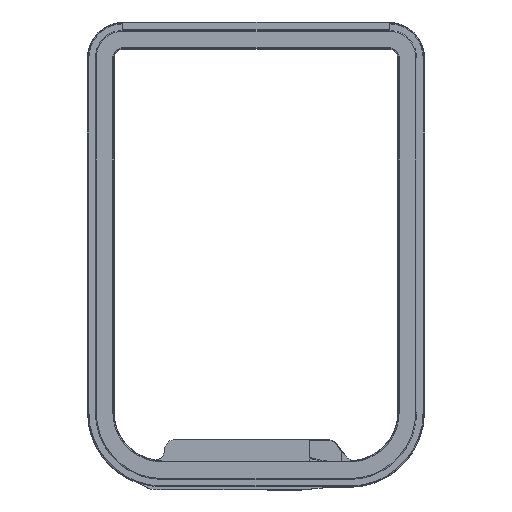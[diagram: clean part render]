
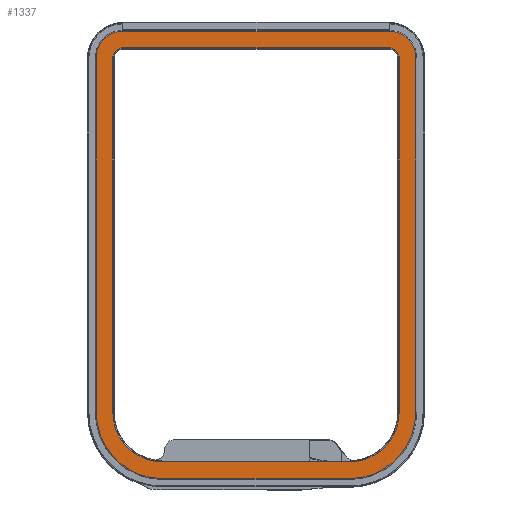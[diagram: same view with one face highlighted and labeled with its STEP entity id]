
A CAD part, top view. The second image highlights one B-rep face of the part: STEP entity #1337.
In plain terms, the highlighted planar face has unit normal (0, 0, 1).
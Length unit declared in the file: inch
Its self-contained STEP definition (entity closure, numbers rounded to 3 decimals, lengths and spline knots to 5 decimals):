
#34 = AXIS2_PLACEMENT_3D ( 'NONE', #3911, #6754, #442 ) ;
#87 = VERTEX_POINT ( 'NONE', #3765 ) ;
#110 = VERTEX_POINT ( 'NONE', #4767 ) ;
#169 = DIRECTION ( 'NONE',  ( 1., 0., 0. ) ) ;
#176 = ORIENTED_EDGE ( 'NONE', *, *, #7185, .T. ) ;
#200 = AXIS2_PLACEMENT_3D ( 'NONE', #6394, #1383, #169 ) ;
#223 = LINE ( 'NONE', #885, #1238 ) ;
#225 = EDGE_CURVE ( 'NONE', #4795, #5966, #2144, .T. ) ;
#325 = AXIS2_PLACEMENT_3D ( 'NONE', #6254, #1130, #6846 ) ;
#442 = DIRECTION ( 'NONE',  ( 1., 0., 0. ) ) ;
#467 = VERTEX_POINT ( 'NONE', #3160 ) ;
#582 = EDGE_CURVE ( 'NONE', #5966, #87, #2234, .T. ) ;
#615 = VERTEX_POINT ( 'NONE', #2196 ) ;
#676 = ORIENTED_EDGE ( 'NONE', *, *, #6827, .T. ) ;
#702 = LINE ( 'NONE', #2385, #6108 ) ;
#744 = CARTESIAN_POINT ( 'NONE',  ( 0.419, 2.50875, 0.186 ) ) ;
#840 = DIRECTION ( 'NONE',  ( 0., -1., 0. ) ) ;
#885 = CARTESIAN_POINT ( 'NONE',  ( 1.793, 0.44075, 0.186 ) ) ;
#920 = DIRECTION ( 'NONE',  ( 0., 0., -1. ) ) ;
#1022 = EDGE_CURVE ( 'NONE', #6856, #110, #1056, .T. ) ;
#1039 = CARTESIAN_POINT ( 'NONE',  ( 0.204, 2.41875, 0.186 ) ) ;
#1056 = LINE ( 'NONE', #6586, #1099 ) ;
#1061 = EDGE_CURVE ( 'NONE', #615, #4441, #7141, .T. ) ;
#1078 = CARTESIAN_POINT ( 'NONE',  ( 1.703, 2.36375, 0.186 ) ) ;
#1099 = VECTOR ( 'NONE', #7179, 39.37008 ) ;
#1130 = DIRECTION ( 'NONE',  ( 0., 0., 1. ) ) ;
#1162 = CIRCLE ( 'NONE', #325, 0.145 ) ;
#1184 = CIRCLE ( 'NONE', #2701, 0.145 ) ;
#1234 = CIRCLE ( 'NONE', #6405, 0.055 ) ;
#1238 = VECTOR ( 'NONE', #4203, 39.37008 ) ;
#1284 = VERTEX_POINT ( 'NONE', #7110 ) ;
#1298 = DIRECTION ( 'NONE',  ( 1., 0., 0. ) ) ;
#1337 = ADVANCED_FACE ( 'NONE', ( #4379, #3300 ), #5493, .T. ) ;
#1383 = DIRECTION ( 'NONE',  ( 0., 0., 1. ) ) ;
#1404 = VERTEX_POINT ( 'NONE', #6079 ) ;
#1450 = CARTESIAN_POINT ( 'NONE',  ( 0.204, 2.36375, 0.186 ) ) ;
#1451 = CARTESIAN_POINT ( 'NONE',  ( 0.149, 2.36375, 0.186 ) ) ;
#1466 = ORIENTED_EDGE ( 'NONE', *, *, #1715, .T. ) ;
#1483 = DIRECTION ( 'NONE',  ( -1., 0., 0. ) ) ;
#1588 = CARTESIAN_POINT ( 'NONE',  ( 0.059, 0.44075, 0.186 ) ) ;
#1611 = CARTESIAN_POINT ( 'NONE',  ( 1.703, 0.44075, 0.186 ) ) ;
#1612 = CARTESIAN_POINT ( 'NONE',  ( 0.419, 0.44075, 0.186 ) ) ;
#1630 = VERTEX_POINT ( 'NONE', #2447 ) ;
#1715 = EDGE_CURVE ( 'NONE', #110, #4975, #1234, .T. ) ;
#1808 = ORIENTED_EDGE ( 'NONE', *, *, #5938, .T. ) ;
#2143 = DIRECTION ( 'NONE',  ( 1., 0., 0. ) ) ;
#2144 = CIRCLE ( 'NONE', #34, 0.36 ) ;
#2156 = DIRECTION ( 'NONE',  ( 1., 0., 0. ) ) ;
#2196 = CARTESIAN_POINT ( 'NONE',  ( 1.433, 0.17075, 0.186 ) ) ;
#2225 = EDGE_LOOP ( 'NONE', ( #6730, #4575, #4425, #6593, #676, #6311, #3910, #3020 ) ) ;
#2233 = ORIENTED_EDGE ( 'NONE', *, *, #1061, .T. ) ;
#2234 = LINE ( 'NONE', #3905, #2613 ) ;
#2385 = CARTESIAN_POINT ( 'NONE',  ( 1.703, 0.44075, 0.186 ) ) ;
#2447 = CARTESIAN_POINT ( 'NONE',  ( 0.059, 2.36375, 0.186 ) ) ;
#2532 = CARTESIAN_POINT ( 'NONE',  ( 1.433, 0.44075, 0.186 ) ) ;
#2569 = VECTOR ( 'NONE', #4111, 39.37008 ) ;
#2613 = VECTOR ( 'NONE', #2637, 39.37008 ) ;
#2637 = DIRECTION ( 'NONE',  ( 1., 0., 0. ) ) ;
#2659 = CARTESIAN_POINT ( 'NONE',  ( 0.419, 0.17075, 0.186 ) ) ;
#2701 = AXIS2_PLACEMENT_3D ( 'NONE', #3050, #6897, #1298 ) ;
#2726 = VERTEX_POINT ( 'NONE', #6751 ) ;
#2933 = CIRCLE ( 'NONE', #5310, 0.27 ) ;
#2985 = DIRECTION ( 'NONE',  ( -1., 0., 0. ) ) ;
#3020 = ORIENTED_EDGE ( 'NONE', *, *, #4215, .T. ) ;
#3050 = CARTESIAN_POINT ( 'NONE',  ( 1.648, 2.36375, 0.186 ) ) ;
#3152 = CIRCLE ( 'NONE', #3865, 0.055 ) ;
#3160 = CARTESIAN_POINT ( 'NONE',  ( 1.648, 2.50875, 0.186 ) ) ;
#3300 = FACE_OUTER_BOUND ( 'NONE', #2225, .T. ) ;
#3454 = EDGE_CURVE ( 'NONE', #2726, #1404, #223, .T. ) ;
#3702 = CARTESIAN_POINT ( 'NONE',  ( 0.149, 2.36375, 0.186 ) ) ;
#3765 = CARTESIAN_POINT ( 'NONE',  ( 1.433, 0.08075, 0.186 ) ) ;
#3768 = CIRCLE ( 'NONE', #6124, 0.27 ) ;
#3790 = CARTESIAN_POINT ( 'NONE',  ( 0.419, 0.44075, 0.186 ) ) ;
#3865 = AXIS2_PLACEMENT_3D ( 'NONE', #1450, #4882, #2143 ) ;
#3902 = DIRECTION ( 'NONE',  ( 0., 0., 1. ) ) ;
#3905 = CARTESIAN_POINT ( 'NONE',  ( 0.419, 0.08075, 0.186 ) ) ;
#3910 = ORIENTED_EDGE ( 'NONE', *, *, #582, .T. ) ;
#3911 = CARTESIAN_POINT ( 'NONE',  ( 0.419, 0.44075, 0.186 ) ) ;
#4035 = VERTEX_POINT ( 'NONE', #1611 ) ;
#4111 = DIRECTION ( 'NONE',  ( 0., 1., 0. ) ) ;
#4128 = DIRECTION ( 'NONE',  ( 1., 0., 0. ) ) ;
#4187 = CARTESIAN_POINT ( 'NONE',  ( 1.648, 2.36375, 0.186 ) ) ;
#4203 = DIRECTION ( 'NONE',  ( 0., 1., 0. ) ) ;
#4215 = EDGE_CURVE ( 'NONE', #87, #2726, #5153, .T. ) ;
#4284 = DIRECTION ( 'NONE',  ( 0., -1., 0. ) ) ;
#4323 = CARTESIAN_POINT ( 'NONE',  ( 0.059, 0.44075, 0.186 ) ) ;
#4379 = FACE_BOUND ( 'NONE', #7166, .T. ) ;
#4425 = ORIENTED_EDGE ( 'NONE', *, *, #6791, .T. ) ;
#4441 = VERTEX_POINT ( 'NONE', #2659 ) ;
#4575 = ORIENTED_EDGE ( 'NONE', *, *, #7171, .T. ) ;
#4622 = ORIENTED_EDGE ( 'NONE', *, *, #7221, .T. ) ;
#4710 = DIRECTION ( 'NONE',  ( 0., 0., -1. ) ) ;
#4759 = AXIS2_PLACEMENT_3D ( 'NONE', #1612, #3902, #2156 ) ;
#4767 = CARTESIAN_POINT ( 'NONE',  ( 1.648, 2.41875, 0.186 ) ) ;
#4795 = VERTEX_POINT ( 'NONE', #4323 ) ;
#4837 = VERTEX_POINT ( 'NONE', #5513 ) ;
#4882 = DIRECTION ( 'NONE',  ( 0., 0., -1. ) ) ;
#4975 = VERTEX_POINT ( 'NONE', #1078 ) ;
#5003 = ORIENTED_EDGE ( 'NONE', *, *, #6268, .T. ) ;
#5056 = EDGE_CURVE ( 'NONE', #1284, #1630, #1162, .T. ) ;
#5153 = CIRCLE ( 'NONE', #200, 0.36 ) ;
#5231 = EDGE_CURVE ( 'NONE', #6265, #6856, #3152, .T. ) ;
#5310 = AXIS2_PLACEMENT_3D ( 'NONE', #3790, #920, #6013 ) ;
#5393 = ORIENTED_EDGE ( 'NONE', *, *, #1022, .T. ) ;
#5422 = VECTOR ( 'NONE', #2985, 39.37008 ) ;
#5493 = PLANE ( 'NONE',  #4759 ) ;
#5505 = ORIENTED_EDGE ( 'NONE', *, *, #5231, .T. ) ;
#5513 = CARTESIAN_POINT ( 'NONE',  ( 0.149, 0.44075, 0.186 ) ) ;
#5563 = CARTESIAN_POINT ( 'NONE',  ( 0.419, 0.08075, 0.186 ) ) ;
#5587 = VECTOR ( 'NONE', #1483, 39.37008 ) ;
#5802 = LINE ( 'NONE', #744, #5422 ) ;
#5938 = EDGE_CURVE ( 'NONE', #4975, #4035, #702, .T. ) ;
#5966 = VERTEX_POINT ( 'NONE', #5563 ) ;
#6013 = DIRECTION ( 'NONE',  ( 1., 0., 0. ) ) ;
#6079 = CARTESIAN_POINT ( 'NONE',  ( 1.793, 2.36375, 0.186 ) ) ;
#6108 = VECTOR ( 'NONE', #840, 39.37008 ) ;
#6124 = AXIS2_PLACEMENT_3D ( 'NONE', #2532, #6935, #4128 ) ;
#6240 = VECTOR ( 'NONE', #4284, 39.37008 ) ;
#6254 = CARTESIAN_POINT ( 'NONE',  ( 0.204, 2.36375, 0.186 ) ) ;
#6265 = VERTEX_POINT ( 'NONE', #3702 ) ;
#6268 = EDGE_CURVE ( 'NONE', #4837, #6265, #7025, .T. ) ;
#6311 = ORIENTED_EDGE ( 'NONE', *, *, #225, .T. ) ;
#6394 = CARTESIAN_POINT ( 'NONE',  ( 1.433, 0.44075, 0.186 ) ) ;
#6405 = AXIS2_PLACEMENT_3D ( 'NONE', #4187, #4710, #6509 ) ;
#6509 = DIRECTION ( 'NONE',  ( 1., 0., 0. ) ) ;
#6586 = CARTESIAN_POINT ( 'NONE',  ( 1.648, 2.41875, 0.186 ) ) ;
#6593 = ORIENTED_EDGE ( 'NONE', *, *, #5056, .T. ) ;
#6680 = LINE ( 'NONE', #1588, #6240 ) ;
#6730 = ORIENTED_EDGE ( 'NONE', *, *, #3454, .T. ) ;
#6751 = CARTESIAN_POINT ( 'NONE',  ( 1.793, 0.44075, 0.186 ) ) ;
#6754 = DIRECTION ( 'NONE',  ( 0., 0., 1. ) ) ;
#6791 = EDGE_CURVE ( 'NONE', #467, #1284, #5802, .T. ) ;
#6827 = EDGE_CURVE ( 'NONE', #1630, #4795, #6680, .T. ) ;
#6846 = DIRECTION ( 'NONE',  ( 1., 0., 0. ) ) ;
#6856 = VERTEX_POINT ( 'NONE', #1039 ) ;
#6897 = DIRECTION ( 'NONE',  ( 0., 0., 1. ) ) ;
#6935 = DIRECTION ( 'NONE',  ( 0., 0., -1. ) ) ;
#7025 = LINE ( 'NONE', #1451, #2569 ) ;
#7060 = CARTESIAN_POINT ( 'NONE',  ( 0.419, 0.17075, 0.186 ) ) ;
#7110 = CARTESIAN_POINT ( 'NONE',  ( 0.204, 2.50875, 0.186 ) ) ;
#7141 = LINE ( 'NONE', #7060, #5587 ) ;
#7166 = EDGE_LOOP ( 'NONE', ( #5393, #1466, #1808, #176, #2233, #4622, #5003, #5505 ) ) ;
#7171 = EDGE_CURVE ( 'NONE', #1404, #467, #1184, .T. ) ;
#7179 = DIRECTION ( 'NONE',  ( 1., 0., 0. ) ) ;
#7185 = EDGE_CURVE ( 'NONE', #4035, #615, #3768, .T. ) ;
#7221 = EDGE_CURVE ( 'NONE', #4441, #4837, #2933, .T. ) ;
